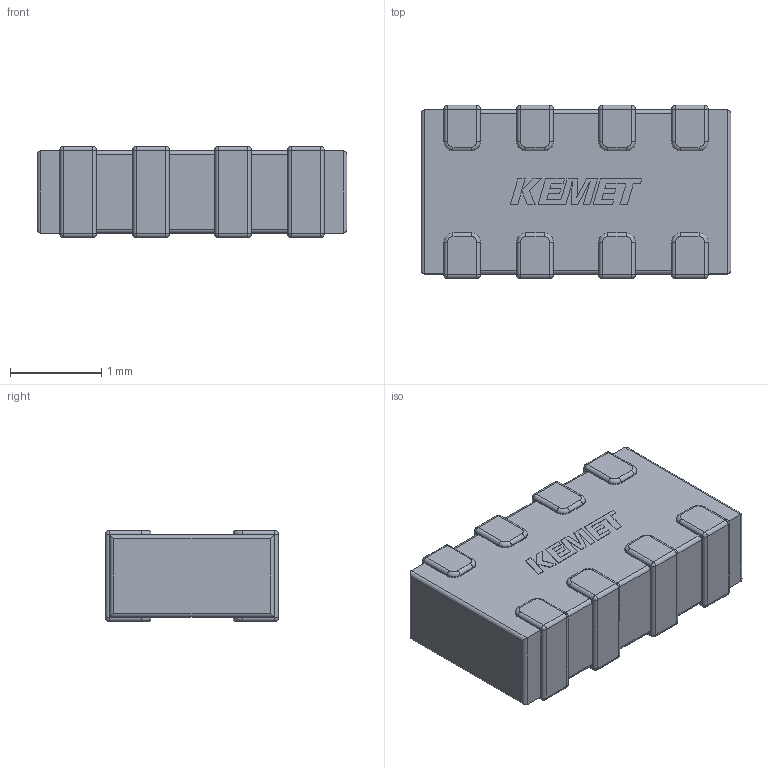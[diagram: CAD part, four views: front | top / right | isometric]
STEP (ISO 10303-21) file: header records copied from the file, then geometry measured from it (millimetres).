
FILE_DESCRIPTION (( 'STEP AP214' ), '1' );
FILE_NAME ('CCN_A4K_0612_L1.8W3.4T0.9P0.8.STEP', '2022-11-18T14:06:24', ( '' ), ( '' ), 'SwSTEP 2.0', 'SolidWorks 2021', '' );
FILE_SCHEMA (( 'AUTOMOTIVE_DESIGN' ));
Length unit declared in the file: millimetre
Products named in the file (1): CCN_A4K_0612_L1.8W3.4T0.9P0.8
Bounding box: 3.4 x 1.9 x 1 mm (x, y, z)
Volume: 5.8 mm3; surface area: 23.5 mm2
Topology: 4 solids, 4 shells, 323 faces, 809 edges, 462 vertices
Faces by surface type: cylinder 132, plane 127, sphere 32, torus 32
Entity records: 12861 total; most frequent: DIRECTION 1697, CARTESIAN_POINT 1587, ORIENTED_EDGE 1554, EDGE_CURVE 777, AXIS2_PLACEMENT_3D 604, LINE 489, VECTOR 489, VERTEX_POINT 462
